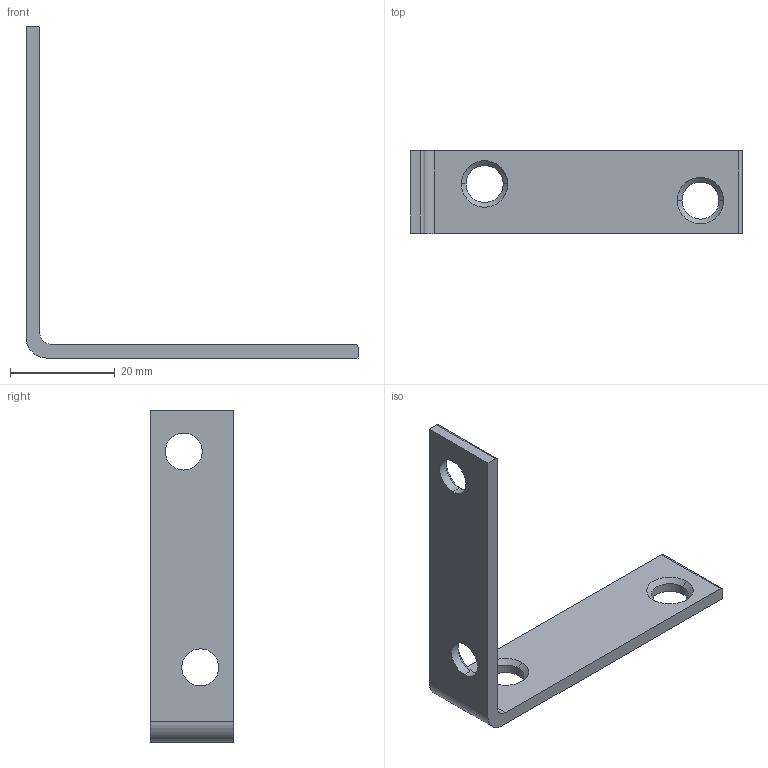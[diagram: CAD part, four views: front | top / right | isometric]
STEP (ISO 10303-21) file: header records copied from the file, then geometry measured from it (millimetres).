
FILE_DESCRIPTION (( 'STEP AP203' ), '1' );
FILE_NAME ('1556A55_Zinc-Plated Steel Corner Bracket.STEP', '2024-02-26T14:20:31', ( 'Administrator' ), ( 'Managed by Terraform' ), 'SwSTEP 2.0', 'SolidWorks 2017', '' );
FILE_SCHEMA (( 'CONFIG_CONTROL_DESIGN' ));
Length unit declared in the file: inch
Products named in the file (1): 1556A55_Zinc-Plated Steel Corner Bracket
Bounding box: 63.5 x 15.88 x 63.5 mm (x, y, z)
Volume: 4760.1 mm3; surface area: 4519.1 mm2
Topology: 1 solids, 1 shells, 28 faces, 70 edges, 44 vertices
Faces by surface type: cylinder 12, cone 8, plane 8
Entity records: 937 total; most frequent: DIRECTION 160, CARTESIAN_POINT 143, ORIENTED_EDGE 140, EDGE_CURVE 70, AXIS2_PLACEMENT_3D 61, VERTEX_POINT 44, LINE 38, VECTOR 38
